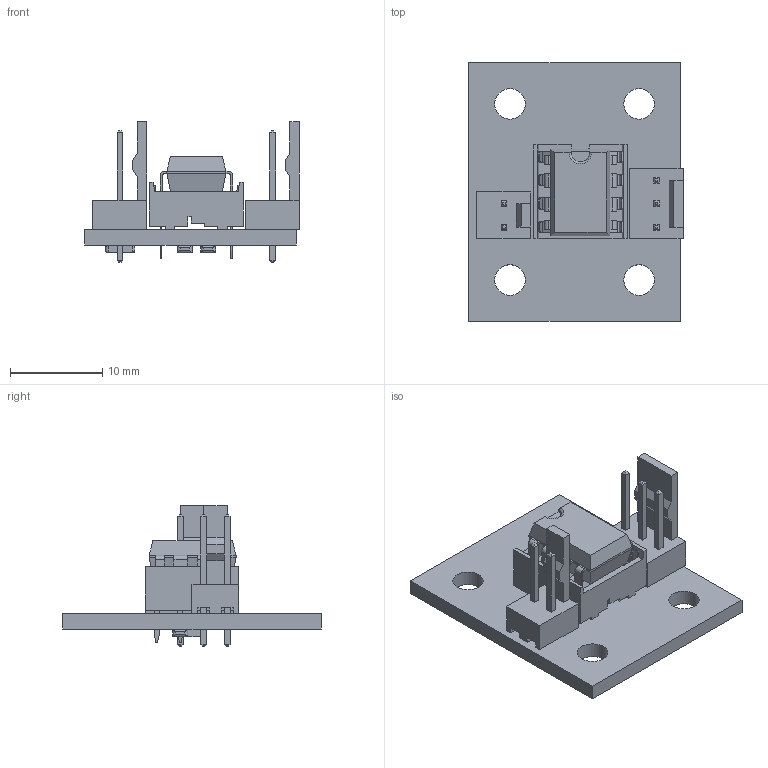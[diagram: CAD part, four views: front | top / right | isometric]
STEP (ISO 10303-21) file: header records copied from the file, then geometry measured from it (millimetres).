
FILE_DESCRIPTION(('Open CASCADE Model'),'2;1');
FILE_NAME('Open CASCADE Shape Model','2020-05-28T16:02:07',('Author'),( 'Open CASCADE'),'Open CASCADE STEP processor 6.2','Open CASCADE 6.2' ,'Unknown');
FILE_SCHEMA(('AUTOMOTIVE_DESIGN { 1 0 10303 214 1 1 1 1 }'));
Length unit declared in the file: millimetre
Products named in the file (26): PCB; Board; R2; r1206; R1; C1; c1206; U1; dip8zic; dip8z; dip8_; User_Library-DIP8-2_DIP8-P2; User_Library-DIP8-2_DIP8-B; User_Library-DIP8-2_DIP8-P1; User_Library-DIP8-2_DIP8-P2_MIR; User_Library-DIP8-2_DIP8-P1_MIR; User_Library-DIP8-2_DIP8-P2_MIR1; User_Library-DIP8-2_DIP8-P1_MIR1; User_Library-DIP8-2_DIP8-P2_MIR_MIR; User_Library-DIP8-2_DIP8-P1_MIR_MIR; JP2; kk_2x1; JP1; kk_3x1
Assembly tree (26 placements, depth 5):
  PCB
    Board
    R2
      r1206
    R1
      r1206
    C1
      c1206
    U1
      dip8zic
        dip8z
        dip8_
          User_Library-DIP8-2_DIP8-P2
          User_Library-DIP8-2_DIP8-B
          User_Library-DIP8-2_DIP8-P1
          User_Library-DIP8-2_DIP8-P2_MIR
          User_Library-DIP8-2_DIP8-P1_MIR
          User_Library-DIP8-2_DIP8-P2_MIR1
          User_Library-DIP8-2_DIP8-P1_MIR1
          User_Library-DIP8-2_DIP8-P2_MIR_MIR
          User_Library-DIP8-2_DIP8-P1_MIR_MIR
    JP2
      kk_2x1
        kk_2x1
    JP1
      kk_3x1
        kk_3x1
Bounding box: 23.18 x 27.94 x 15.24 mm (x, y, z)
Volume: 1866.8 mm3; surface area: 3131.4 mm2
Topology: 16 solids, 24 shells, 760 faces, 1912 edges, 1213 vertices
Faces by surface type: plane 571, cylinder 99, bspline 88, torus 2
Full cylindrical faces by diameter (mm): 0.762 x8, 1.016 x5, 3.302 x4
Entity records: 48671 total; most frequent: CARTESIAN_POINT 10970, DIRECTION 5954, LINE 4225, VECTOR 4225, ORIENTED_EDGE 3420, PCURVE 3420, DEFINITIONAL_REPRESENTATION 3420, EDGE_CURVE 1710
